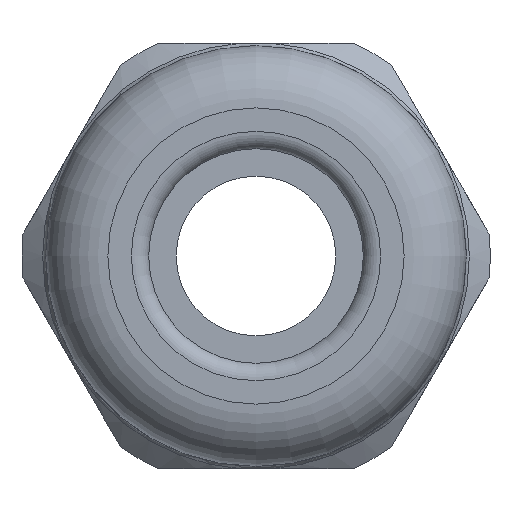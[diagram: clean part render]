
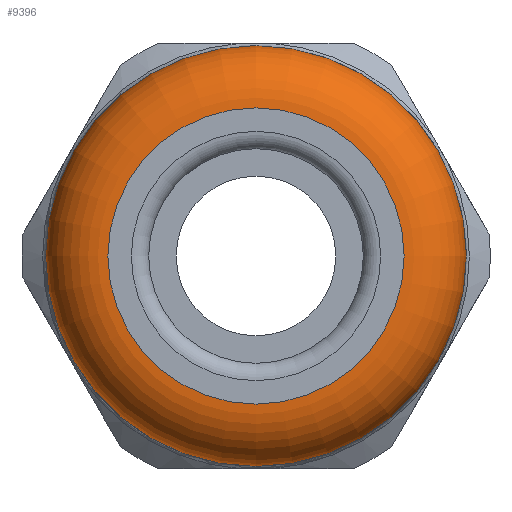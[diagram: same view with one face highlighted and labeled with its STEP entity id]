
A CAD part, left-side view. The second image highlights one B-rep face of the part: STEP entity #9396.
In plain terms, the highlighted toroidal (fillet/blend) face has major radius 8.35 mm and minor radius 3.5 mm.
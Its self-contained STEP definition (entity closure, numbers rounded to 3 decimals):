
#60=TOROIDAL_SURFACE('',#10336,8.35,3.5);
#147=FACE_BOUND('',#1546,.T.);
#966=FACE_OUTER_BOUND('',#1545,.T.);
#1545=EDGE_LOOP('',(#8689));
#1546=EDGE_LOOP('',(#8690));
#3794=CIRCLE('',#10337,11.85);
#3795=CIRCLE('',#10338,8.35);
#4693=VERTEX_POINT('',#15904);
#4694=VERTEX_POINT('',#15906);
#6030=EDGE_CURVE('',#4693,#4693,#3794,.T.);
#6031=EDGE_CURVE('',#4694,#4694,#3795,.T.);
#8689=ORIENTED_EDGE('',*,*,#6030,.F.);
#8690=ORIENTED_EDGE('',*,*,#6031,.T.);
#9396=ADVANCED_FACE('',(#966,#147),#60,.T.);
#10336=AXIS2_PLACEMENT_3D('',#15903,#13076,#13077);
#10337=AXIS2_PLACEMENT_3D('',#15905,#13078,#13079);
#10338=AXIS2_PLACEMENT_3D('',#15907,#13080,#13081);
#13076=DIRECTION('center_axis',(1.,0.,0.));
#13077=DIRECTION('ref_axis',(0.,0.,-1.));
#13078=DIRECTION('center_axis',(1.,0.,0.));
#13079=DIRECTION('ref_axis',(0.,0.,-1.));
#13080=DIRECTION('center_axis',(1.,0.,0.));
#13081=DIRECTION('ref_axis',(0.,0.,-1.));
#15903=CARTESIAN_POINT('Origin',(3.5,0.,0.));
#15904=CARTESIAN_POINT('',(3.5,11.85,0.));
#15905=CARTESIAN_POINT('Origin',(3.5,0.,0.));
#15906=CARTESIAN_POINT('',(0.,8.35,0.));
#15907=CARTESIAN_POINT('Origin',(0.,0.,0.));
